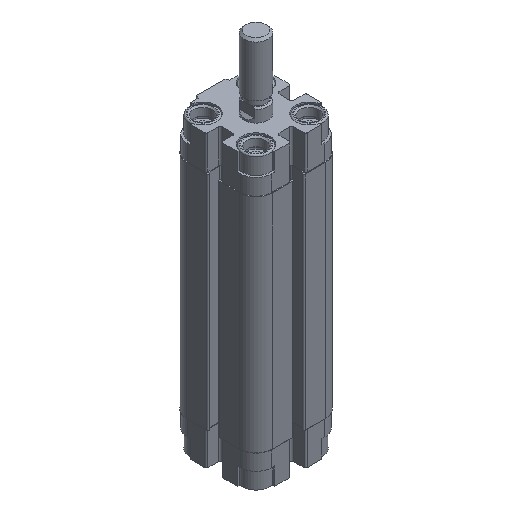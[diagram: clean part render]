
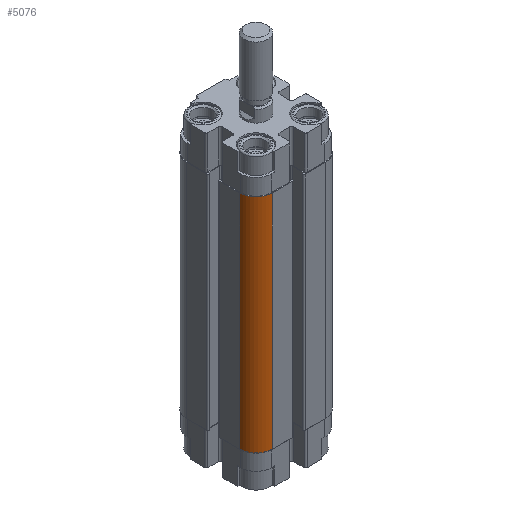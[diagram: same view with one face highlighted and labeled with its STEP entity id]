
A CAD part, isometric view. The second image highlights one B-rep face of the part: STEP entity #5076.
In plain terms, the highlighted cylindrical face has radius 5.5 mm (diameter 11 mm), a partial arc.
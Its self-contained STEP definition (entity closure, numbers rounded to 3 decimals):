
#123=CYLINDRICAL_SURFACE('',#5586,5.5);
#487=FACE_OUTER_BOUND('',#831,.T.);
#831=EDGE_LOOP('',(#4367,#4368,#4369,#4370));
#1229=CIRCLE('',#5465,5.5);
#1277=CIRCLE('',#5519,5.5);
#1437=LINE('',#7602,#1817);
#1769=LINE('',#8590,#2149);
#1817=VECTOR('',#5932,75.);
#2149=VECTOR('',#6932,75.);
#2214=VERTEX_POINT('',#7599);
#2215=VERTEX_POINT('',#7601);
#2434=VERTEX_POINT('',#8249);
#2526=VERTEX_POINT('',#8445);
#2713=EDGE_CURVE('',#2215,#2214,#1437,.T.);
#3036=EDGE_CURVE('',#2215,#2434,#1229,.T.);
#3135=EDGE_CURVE('',#2214,#2526,#1277,.T.);
#3210=EDGE_CURVE('',#2434,#2526,#1769,.T.);
#4367=ORIENTED_EDGE('',*,*,#3135,.T.);
#4368=ORIENTED_EDGE('',*,*,#3210,.F.);
#4369=ORIENTED_EDGE('',*,*,#3036,.F.);
#4370=ORIENTED_EDGE('',*,*,#2713,.T.);
#5076=ADVANCED_FACE('',(#487),#123,.T.);
#5465=AXIS2_PLACEMENT_3D('',#8250,#6574,#6575);
#5519=AXIS2_PLACEMENT_3D('',#8447,#6733,#6734);
#5586=AXIS2_PLACEMENT_3D('',#8591,#6933,#6934);
#5932=DIRECTION('',(0.,0.,-1.));
#6574=DIRECTION('center_axis',(0.,0.,1.));
#6575=DIRECTION('ref_axis',(1.,0.,0.));
#6733=DIRECTION('center_axis',(0.,0.,1.));
#6734=DIRECTION('ref_axis',(1.,0.,0.));
#6932=DIRECTION('',(0.,0.,-1.));
#6933=DIRECTION('center_axis',(0.,0.,1.));
#6934=DIRECTION('ref_axis',(-1.,0.,0.));
#7599=CARTESIAN_POINT('',(-14.5,-9.,4.5));
#7601=CARTESIAN_POINT('',(-14.5,-9.,79.5));
#7602=CARTESIAN_POINT('',(-14.5,-9.,79.5));
#8249=CARTESIAN_POINT('',(-9.,-14.5,79.5));
#8250=CARTESIAN_POINT('Origin',(-9.,-9.,79.5));
#8445=CARTESIAN_POINT('',(-9.,-14.5,4.5));
#8447=CARTESIAN_POINT('Origin',(-9.,-9.,4.5));
#8590=CARTESIAN_POINT('',(-9.,-14.5,79.5));
#8591=CARTESIAN_POINT('Origin',(-9.,-9.,79.5));
